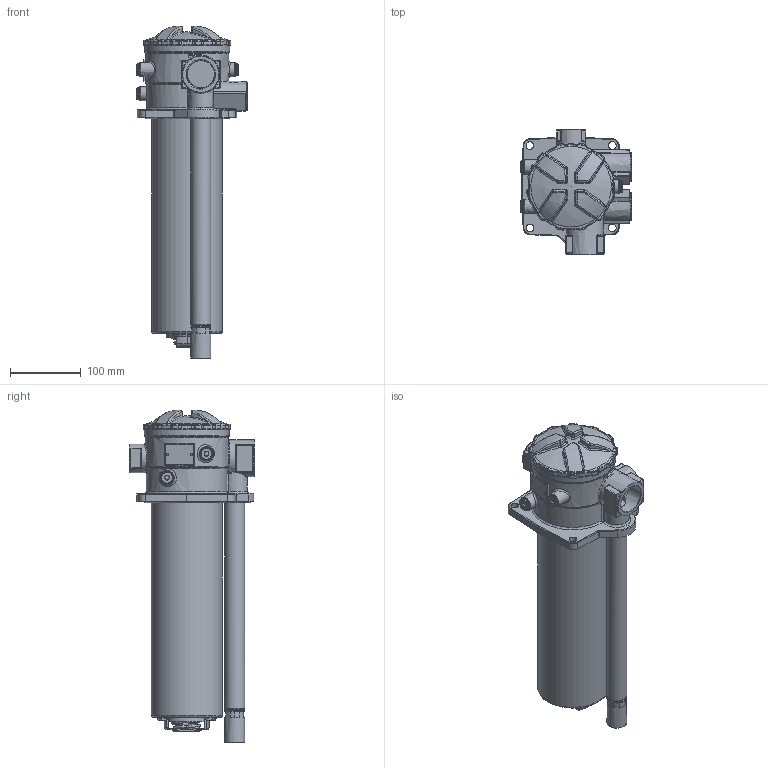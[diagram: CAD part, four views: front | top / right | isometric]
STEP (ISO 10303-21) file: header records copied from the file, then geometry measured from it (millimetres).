
FILE_DESCRIPTION((''),'2;1');
FILE_NAME('E198-156.stp','2013-04-24T09:50:01', ('User'),('SDRC'),'I-DEAS Master Series 9','UNIX','Yes');
FILE_SCHEMA(('AUTOMOTIVE_DESIGN { 1 0 10303 214 1 1 1 1 }'));
Length unit declared in the file: millimetre
Products named in the file (1): 13682601(257290)
Bounding box: 156.09 x 178 x 470.13 mm (x, y, z)
Volume: 4198368.4 mm3; surface area: 281660.6 mm2
Topology: 1 solids, 12 shells, 1490 faces, 3539 edges, 1902 vertices
Faces by surface type: bspline 1490
Entity records: 58426 total; most frequent: CARTESIAN_POINT 39787, ORIENTED_EDGE 6676, EDGE_CURVE 3338, VERTEX_POINT 1890, B_SPLINE_CURVE_WITH_KNOTS 1602, EDGE_LOOP 1564, FACE_OUTER_BOUND 1490, ADVANCED_FACE 1490
